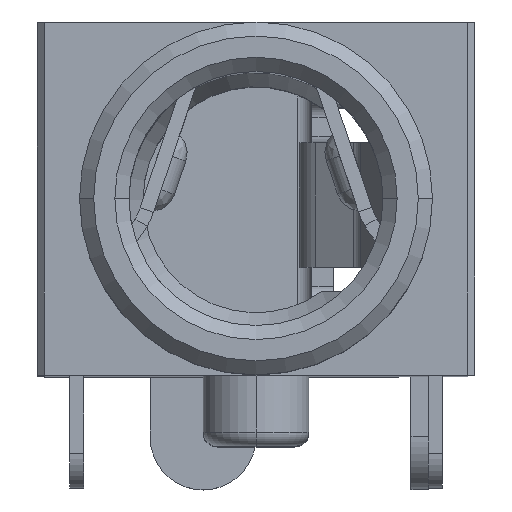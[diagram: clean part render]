
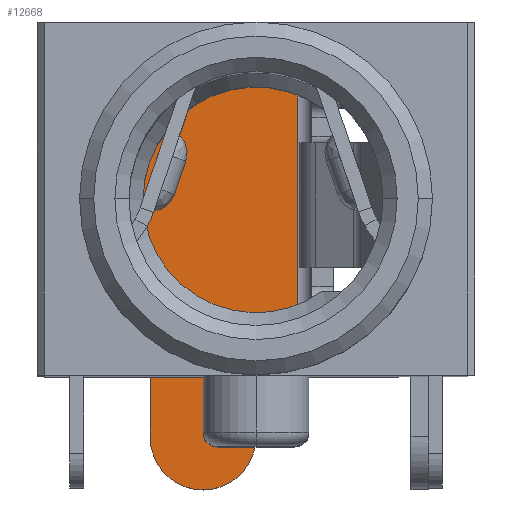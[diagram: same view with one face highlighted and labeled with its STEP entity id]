
A CAD part, top view. The second image highlights one B-rep face of the part: STEP entity #12668.
In plain terms, the highlighted planar face has unit normal (0, 0, 1).
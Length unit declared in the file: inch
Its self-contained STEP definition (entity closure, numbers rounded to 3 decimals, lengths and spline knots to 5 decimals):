
#76 = CARTESIAN_POINT ( 'NONE',  ( -0.07874, 0.07677, -0.00197 ) ) ;
#102 = CARTESIAN_POINT ( 'NONE',  ( 0., -0.07874, -0.00197 ) ) ;
#336 = ORIENTED_EDGE ( 'NONE', *, *, #8927, .F. ) ;
#370 = CARTESIAN_POINT ( 'NONE',  ( 0., -0.1319, -0.00197 ) ) ;
#374 = ORIENTED_EDGE ( 'NONE', *, *, #12768, .F. ) ;
#568 = CARTESIAN_POINT ( 'NONE',  ( -0.07874, -0.07855, -0.00197 ) ) ;
#603 = CARTESIAN_POINT ( 'NONE',  ( 0.02333, -0.07874, -0.00197 ) ) ;
#689 = DIRECTION ( 'NONE',  ( 0., -1., 0. ) ) ;
#1068 = FACE_OUTER_BOUND ( 'NONE', #13518, .T. ) ;
#1078 = VECTOR ( 'NONE', #14454, 39.37008 ) ;
#1168 = VERTEX_POINT ( 'NONE', #12990 ) ;
#1255 = AXIS2_PLACEMENT_3D ( 'NONE', #4618, #8688, #7238 ) ;
#1448 = DIRECTION ( 'NONE',  ( 0., 0., -1. ) ) ;
#2041 = DIRECTION ( 'NONE',  ( 0., 1., 0. ) ) ;
#2105 = DIRECTION ( 'NONE',  ( 0., 1., 0. ) ) ;
#2110 = AXIS2_PLACEMENT_3D ( 'NONE', #5766, #5855, #2041 ) ;
#2162 = ORIENTED_EDGE ( 'NONE', *, *, #7388, .T. ) ;
#2596 = VERTEX_POINT ( 'NONE', #8379 ) ;
#2885 = DIRECTION ( 'NONE',  ( 0., -1., 0. ) ) ;
#3203 = CARTESIAN_POINT ( 'NONE',  ( 0.02333, -0.07874, -0.00197 ) ) ;
#3204 = CARTESIAN_POINT ( 'NONE',  ( 0.02333, 0.07677, -0.00197 ) ) ;
#3324 = DIRECTION ( 'NONE',  ( 0., 1., 0. ) ) ;
#3445 = VERTEX_POINT ( 'NONE', #15926 ) ;
#3583 = CARTESIAN_POINT ( 'NONE',  ( -0.05906, -0.07874, -0.00197 ) ) ;
#4277 = AXIS2_PLACEMENT_3D ( 'NONE', #4383, #8196, #6912 ) ;
#4383 = CARTESIAN_POINT ( 'NONE',  ( 0.00591, -0.0748, -0.00197 ) ) ;
#4467 = CARTESIAN_POINT ( 'NONE',  ( -0.05906, -0.1319, -0.00197 ) ) ;
#4476 = VERTEX_POINT ( 'NONE', #76 ) ;
#4618 = CARTESIAN_POINT ( 'NONE',  ( -0.08083, -0.06693, -0.00197 ) ) ;
#4781 = EDGE_CURVE ( 'NONE', #11957, #4476, #8550, .T. ) ;
#5381 = VERTEX_POINT ( 'NONE', #12497 ) ;
#5766 = CARTESIAN_POINT ( 'NONE',  ( -0.02953, -0.1319, -0.00197 ) ) ;
#5815 = EDGE_CURVE ( 'NONE', #12035, #1168, #14928, .T. ) ;
#5837 = EDGE_CURVE ( 'NONE', #14104, #16299, #6974, .T. ) ;
#5855 = DIRECTION ( 'NONE',  ( 0., 0., -1. ) ) ;
#6101 = ORIENTED_EDGE ( 'NONE', *, *, #5815, .F. ) ;
#6155 = DIRECTION ( 'NONE',  ( 0., -1., 0. ) ) ;
#6657 = ORIENTED_EDGE ( 'NONE', *, *, #5837, .F. ) ;
#6698 = CARTESIAN_POINT ( 'NONE',  ( 0.02178, -0.06693, -0.00197 ) ) ;
#6912 = DIRECTION ( 'NONE',  ( 0., -1., 0. ) ) ;
#6974 = CIRCLE ( 'NONE', #2110, 0.02953 ) ;
#6996 = EDGE_CURVE ( 'NONE', #16299, #9417, #8581, .T. ) ;
#7068 = AXIS2_PLACEMENT_3D ( 'NONE', #6698, #1448, #11792 ) ;
#7183 = CARTESIAN_POINT ( 'NONE',  ( -0.07874, -0.07874, -0.00197 ) ) ;
#7238 = DIRECTION ( 'NONE',  ( 0., -1., 0. ) ) ;
#7388 = EDGE_CURVE ( 'NONE', #12035, #4476, #13529, .T. ) ;
#7737 = CIRCLE ( 'NONE', #12073, 0.00591 ) ;
#8196 = DIRECTION ( 'NONE',  ( 0., 0., 1. ) ) ;
#8365 = VECTOR ( 'NONE', #3324, 39.37008 ) ;
#8379 = CARTESIAN_POINT ( 'NONE',  ( -0.07025, -0.07218, -0.00197 ) ) ;
#8453 = DIRECTION ( 'NONE',  ( -1., 0., 0. ) ) ;
#8550 = LINE ( 'NONE', #7183, #15347 ) ;
#8581 = LINE ( 'NONE', #3583, #8365 ) ;
#8688 = DIRECTION ( 'NONE',  ( 0., 0., -1. ) ) ;
#8720 = ORIENTED_EDGE ( 'NONE', *, *, #4781, .F. ) ;
#8927 = EDGE_CURVE ( 'NONE', #5381, #14160, #13022, .T. ) ;
#9417 = VERTEX_POINT ( 'NONE', #16342 ) ;
#9437 = ORIENTED_EDGE ( 'NONE', *, *, #16203, .F. ) ;
#10065 = DIRECTION ( 'NONE',  ( 0., 0., -1. ) ) ;
#10208 = DIRECTION ( 'NONE',  ( 0., -1., 0. ) ) ;
#10687 = CARTESIAN_POINT ( 'NONE',  ( -0.06496, -0.0748, -0.00197 ) ) ;
#10724 = CIRCLE ( 'NONE', #1255, 0.01181 ) ;
#11792 = DIRECTION ( 'NONE',  ( 0., -1., 0. ) ) ;
#11957 = VERTEX_POINT ( 'NONE', #568 ) ;
#11988 = CARTESIAN_POINT ( 'NONE',  ( 0.0112, -0.07218, -0.00197 ) ) ;
#12035 = VERTEX_POINT ( 'NONE', #3204 ) ;
#12073 = AXIS2_PLACEMENT_3D ( 'NONE', #10687, #13313, #2885 ) ;
#12347 = LINE ( 'NONE', #3203, #12407 ) ;
#12407 = VECTOR ( 'NONE', #8453, 39.37008 ) ;
#12497 = CARTESIAN_POINT ( 'NONE',  ( 0.02178, -0.07874, -0.00197 ) ) ;
#12668 = ADVANCED_FACE ( 'NONE', ( #1068 ), #13694, .F. ) ;
#12678 = CARTESIAN_POINT ( 'NONE',  ( 0.02333, -0.07874, -0.00197 ) ) ;
#12733 = ORIENTED_EDGE ( 'NONE', *, *, #16311, .F. ) ;
#12768 = EDGE_CURVE ( 'NONE', #9417, #2596, #7737, .T. ) ;
#12990 = CARTESIAN_POINT ( 'NONE',  ( 0.02333, -0.07874, -0.00197 ) ) ;
#13022 = CIRCLE ( 'NONE', #7068, 0.01181 ) ;
#13188 = CARTESIAN_POINT ( 'NONE',  ( -0.0277, 0.07677, -0.00197 ) ) ;
#13313 = DIRECTION ( 'NONE',  ( 0., 0., 1. ) ) ;
#13518 = EDGE_LOOP ( 'NONE', ( #374, #15680, #6657, #16667, #9437, #336, #12733, #6101, #2162, #8720, #15749 ) ) ;
#13529 = LINE ( 'NONE', #13188, #1078 ) ;
#13694 = PLANE ( 'NONE',  #14220 ) ;
#13705 = VECTOR ( 'NONE', #10208, 39.37008 ) ;
#14024 = CIRCLE ( 'NONE', #4277, 0.00591 ) ;
#14104 = VERTEX_POINT ( 'NONE', #370 ) ;
#14160 = VERTEX_POINT ( 'NONE', #11988 ) ;
#14220 = AXIS2_PLACEMENT_3D ( 'NONE', #12678, #10065, #6155 ) ;
#14286 = VECTOR ( 'NONE', #689, 39.37008 ) ;
#14430 = EDGE_CURVE ( 'NONE', #3445, #14104, #15611, .T. ) ;
#14454 = DIRECTION ( 'NONE',  ( -1., 0., 0. ) ) ;
#14731 = EDGE_CURVE ( 'NONE', #2596, #11957, #10724, .T. ) ;
#14928 = LINE ( 'NONE', #603, #14286 ) ;
#15347 = VECTOR ( 'NONE', #2105, 39.37008 ) ;
#15611 = LINE ( 'NONE', #102, #13705 ) ;
#15680 = ORIENTED_EDGE ( 'NONE', *, *, #6996, .F. ) ;
#15749 = ORIENTED_EDGE ( 'NONE', *, *, #14731, .F. ) ;
#15926 = CARTESIAN_POINT ( 'NONE',  ( 0., -0.0748, -0.00197 ) ) ;
#16203 = EDGE_CURVE ( 'NONE', #14160, #3445, #14024, .T. ) ;
#16299 = VERTEX_POINT ( 'NONE', #4467 ) ;
#16311 = EDGE_CURVE ( 'NONE', #1168, #5381, #12347, .T. ) ;
#16342 = CARTESIAN_POINT ( 'NONE',  ( -0.05906, -0.0748, -0.00197 ) ) ;
#16667 = ORIENTED_EDGE ( 'NONE', *, *, #14430, .F. ) ;
